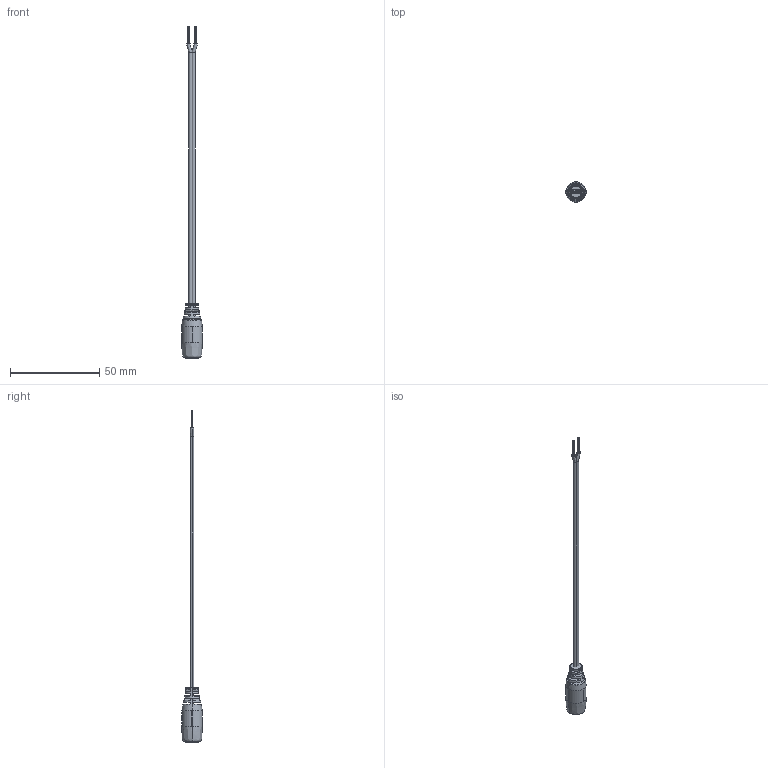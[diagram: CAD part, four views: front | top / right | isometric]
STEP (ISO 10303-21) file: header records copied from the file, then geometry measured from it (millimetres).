
FILE_DESCRIPTION (( 'STEP AP214' ), '1' );
FILE_NAME ('10-01093.STEP', '2015-10-16T17:08:57', ( 'Joel' ), ( 'Microsoft' ), 'SwSTEP 2.0', 'SolidWorks 2015', '' );
FILE_SCHEMA (( 'AUTOMOTIVE_DESIGN' ));
Length unit declared in the file: millimetre
Products named in the file (8): 10-01093; 30-00003_wst; 24-00004; 50-00025 insulator; 50-00025 pin; 50-00025 shell; 50-00025 contact; 50-00025
Assembly tree (7 placements, depth 3):
  10-01093
    30-00003_wst
    24-00004
    50-00025
      50-00025 insulator
      50-00025 pin
      50-00025 shell
      50-00025 contact
Bounding box: 11.4 x 11.4 x 186.06 mm (x, y, z)
Volume: 3162.9 mm3; surface area: 8871.6 mm2
Topology: 64 solids, 64 shells, 636 faces, 1414 edges, 917 vertices
Faces by surface type: cylinder 241, plane 233, bspline 106, torus 37, cone 19
Entity records: 25321 total; most frequent: CARTESIAN_POINT 7669, ORIENTED_EDGE 2824, DIRECTION 2763, EDGE_CURVE 1412, AXIS2_PLACEMENT_3D 1168, VERTEX_POINT 917, EDGE_LOOP 713, FACE_OUTER_BOUND 636
